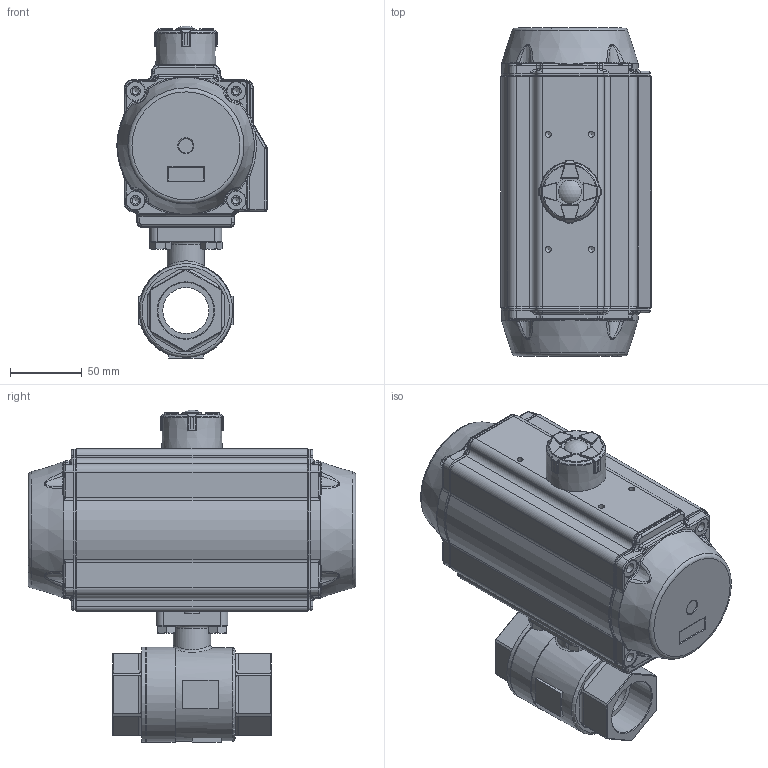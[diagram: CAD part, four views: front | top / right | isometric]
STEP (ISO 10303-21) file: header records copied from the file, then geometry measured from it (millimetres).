
FILE_DESCRIPTION(/* description */ ('Unknown'),/* implementation_level */ '2;1');
FILE_NAME(/* name */ 'PE04 9768-07',/* time_stamp */ '2025-03-28T10:04:26+01:00',/* author */ ('Unknown'),/* organization */ ('Unknown'),/* preprocessor_version */ 'ST-DEVELOPER v19.4',/* originating_system */ 'Solid Edge',/* authorisation */ 'Unknown');
FILE_SCHEMA (('AUTOMOTIVE_DESIGN {1 0 10303 214 3 1 1}'));
Products named in the file (13): PE04 9768-07; PD05_PE04; VTE85____; Optische Anzeige; ______; ________(___________; cup head nib bolts with large head gb_GB_FASTENER_BOLT_CHNBW M6X25-N; huosai85; zhou85; vt85-2016-06-25  _______MIR; vt85-2016-06-25; 8.550.032; DIN 933 M8x25 A2-70 BLK_EDST
Assembly tree (19 placements, depth 4):
  PE04 9768-07
    PD05_PE04
      VTE85____
      Optische Anzeige
        ______
        ________(___________  x4
        cup head nib bolts with large head gb_GB_FASTENER_BOLT_CHNBW M6X25-N
      huosai85  x2
      zhou85
      vt85-2016-06-25  _______MIR
      vt85-2016-06-25
    8.550.032
    DIN 933 M8x25 A2-70 BLK_EDST  x4
Bounding box: 104.5 x 228 x 230.81 mm (x, y, z)
Volume: 1401938.9 mm3; surface area: 360271.8 mm2
Topology: 17 solids, 17 shells, 2962 faces, 7346 edges, 4518 vertices
Faces by surface type: plane 843, cylinder 743, bspline 629, torus 507, cone 227, sphere 13
Full cylindrical faces by diameter (mm): 3 x16, 3.3 x8, 4 x2, 4.134 x8, 4.66 x1, 4.917 x13, 5 x1, 6 x1, 6.2 x1, 6.647 x6, 8 x4, 11.445 x2, 12 x2, 13 x14, 14 x1, 16.2 x1, 16.5 x1, 18.7 x1, 20 x7, 23 x13, 26 x2, 27 x1, 31.5 x1, 32 x1, 32.2 x1, 32.4 x1, 36 x4, 38.5 x1, 38.952 x2, 65 x2
Entity records: 88650 total; most frequent: CARTESIAN_POINT 39333, ORIENTED_EDGE 10548, DIRECTION 8940, EDGE_CURVE 5274, AXIS2_PLACEMENT_3D 3600, VERTEX_POINT 3411, FACE_BOUND 2669, EDGE_LOOP 2657
